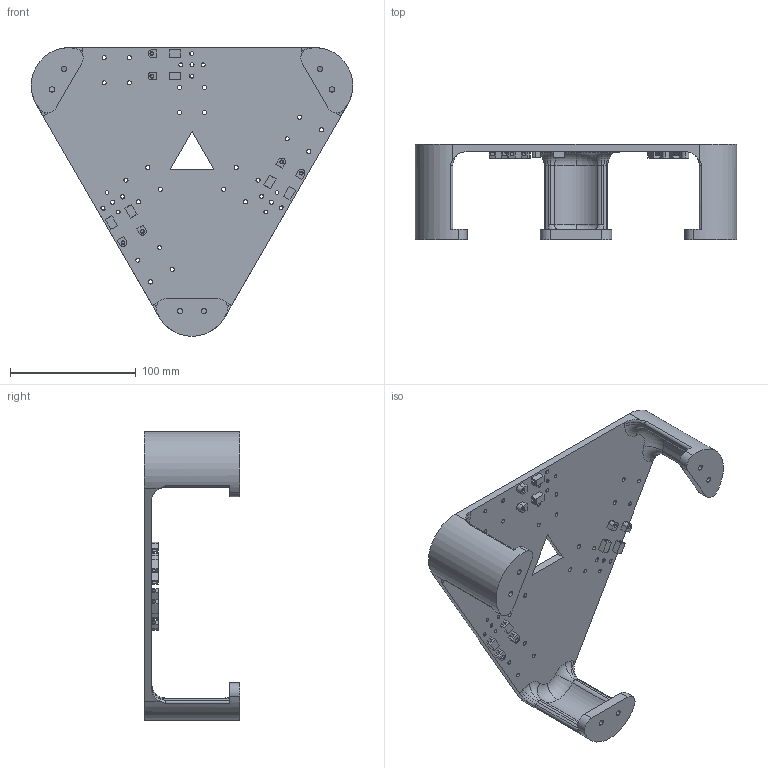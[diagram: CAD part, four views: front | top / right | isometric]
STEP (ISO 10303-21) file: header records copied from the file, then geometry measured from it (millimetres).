
FILE_DESCRIPTION (( 'STEP AP203' ), '1' );
FILE_NAME ('Base Top_Default_sldprt.STEP', '2022-04-11T18:52:51', ( '' ), ( '' ), 'SwSTEP 2.0', 'SolidWorks 2021', '' );
FILE_SCHEMA (( 'CONFIG_CONTROL_DESIGN' ));
Length unit declared in the file: millimetre
Products named in the file (1): Base Top_Default_sldprt
Bounding box: 256.08 x 76 x 229.81 mm (x, y, z)
Volume: 335987.4 mm3; surface area: 113979.9 mm2
Topology: 1 solids, 1 shells, 357 faces, 1006 edges, 654 vertices
Faces by surface type: cylinder 177, plane 116, torus 46, bspline 18
Entity records: 12997 total; most frequent: CARTESIAN_POINT 3242, DIRECTION 2070, ORIENTED_EDGE 2012, EDGE_CURVE 1006, AXIS2_PLACEMENT_3D 792, VERTEX_POINT 654, LINE 486, VECTOR 486
